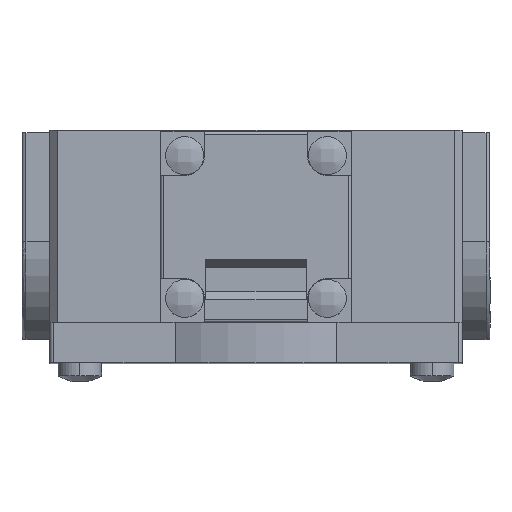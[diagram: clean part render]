
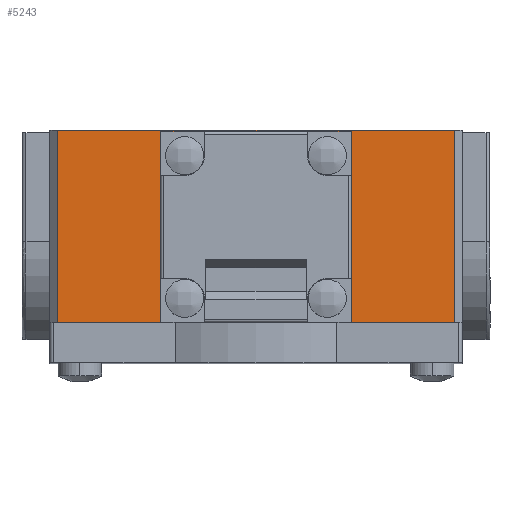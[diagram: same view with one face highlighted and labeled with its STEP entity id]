
A CAD part, top view. The second image highlights one B-rep face of the part: STEP entity #5243.
In plain terms, the highlighted planar face has unit normal (0, 0, 1).
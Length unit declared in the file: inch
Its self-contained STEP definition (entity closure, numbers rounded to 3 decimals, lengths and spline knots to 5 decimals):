
#13 = DIRECTION ( 'NONE',  ( 0., 1., 0. ) ) ;
#139 = CARTESIAN_POINT ( 'NONE',  ( -0.98425, -0.95472, 0.25591 ) ) ;
#387 = CARTESIAN_POINT ( 'NONE',  ( 0.98425, 0., 0.25591 ) ) ;
#430 = VECTOR ( 'NONE', #1857, 39.37008 ) ;
#597 = VECTOR ( 'NONE', #2634, 39.37008 ) ;
#651 = LINE ( 'NONE', #4908, #1127 ) ;
#658 = VERTEX_POINT ( 'NONE', #1940 ) ;
#675 = ORIENTED_EDGE ( 'NONE', *, *, #5128, .F. ) ;
#752 = ORIENTED_EDGE ( 'NONE', *, *, #3573, .F. ) ;
#856 = LINE ( 'NONE', #3839, #5767 ) ;
#1094 = EDGE_CURVE ( 'NONE', #4821, #1442, #2286, .T. ) ;
#1127 = VECTOR ( 'NONE', #1912, 39.37008 ) ;
#1206 = FACE_OUTER_BOUND ( 'NONE', #3018, .T. ) ;
#1284 = ORIENTED_EDGE ( 'NONE', *, *, #3213, .T. ) ;
#1403 = VECTOR ( 'NONE', #1950, 39.37008 ) ;
#1442 = VERTEX_POINT ( 'NONE', #3460 ) ;
#1491 = PLANE ( 'NONE',  #5273 ) ;
#1530 = CARTESIAN_POINT ( 'NONE',  ( 0.47244, -0.95472, 0.25591 ) ) ;
#1847 = VECTOR ( 'NONE', #13, 39.37008 ) ;
#1857 = DIRECTION ( 'NONE',  ( 0., -1., 0. ) ) ;
#1875 = CARTESIAN_POINT ( 'NONE',  ( -1.02362, -0.00984, 0.25591 ) ) ;
#1912 = DIRECTION ( 'NONE',  ( -1., 0., 0. ) ) ;
#1940 = CARTESIAN_POINT ( 'NONE',  ( 0.98425, 0., 0.25591 ) ) ;
#1950 = DIRECTION ( 'NONE',  ( 0., -1., 0. ) ) ;
#2105 = CARTESIAN_POINT ( 'NONE',  ( -0.47244, -0.00984, 0.25591 ) ) ;
#2147 = ORIENTED_EDGE ( 'NONE', *, *, #2817, .F. ) ;
#2286 = LINE ( 'NONE', #1875, #4406 ) ;
#2484 = VECTOR ( 'NONE', #4492, 39.37008 ) ;
#2634 = DIRECTION ( 'NONE',  ( 0., 1., 0. ) ) ;
#2817 = EDGE_CURVE ( 'NONE', #6014, #3892, #3120, .T. ) ;
#3018 = EDGE_LOOP ( 'NONE', ( #752, #5979, #6342, #1284, #5660, #4437, #2147, #675 ) ) ;
#3120 = LINE ( 'NONE', #5039, #2484 ) ;
#3153 = EDGE_CURVE ( 'NONE', #1442, #3892, #5463, .T. ) ;
#3213 = EDGE_CURVE ( 'NONE', #3902, #4821, #5374, .T. ) ;
#3460 = CARTESIAN_POINT ( 'NONE',  ( 0.47244, -0.00984, 0.25591 ) ) ;
#3538 = CARTESIAN_POINT ( 'NONE',  ( -0.47244, -0.95472, 0.25591 ) ) ;
#3573 = EDGE_CURVE ( 'NONE', #5983, #658, #856, .T. ) ;
#3592 = CARTESIAN_POINT ( 'NONE',  ( -0.98425, 0., 0.25591 ) ) ;
#3665 = DIRECTION ( 'NONE',  ( 1., 0., 0. ) ) ;
#3839 = CARTESIAN_POINT ( 'NONE',  ( 0., 0., 0.25591 ) ) ;
#3892 = VERTEX_POINT ( 'NONE', #1530 ) ;
#3902 = VERTEX_POINT ( 'NONE', #3538 ) ;
#3979 = CARTESIAN_POINT ( 'NONE',  ( -0.47244, 0., 0.25591 ) ) ;
#4263 = VERTEX_POINT ( 'NONE', #139 ) ;
#4330 = EDGE_CURVE ( 'NONE', #4263, #5983, #5754, .T. ) ;
#4406 = VECTOR ( 'NONE', #6364, 39.37008 ) ;
#4437 = ORIENTED_EDGE ( 'NONE', *, *, #3153, .T. ) ;
#4463 = CARTESIAN_POINT ( 'NONE',  ( -1.02362, 0., 0.25591 ) ) ;
#4492 = DIRECTION ( 'NONE',  ( -1., 0., 0. ) ) ;
#4605 = CARTESIAN_POINT ( 'NONE',  ( 0.98425, -0.95472, 0.25591 ) ) ;
#4821 = VERTEX_POINT ( 'NONE', #2105 ) ;
#4895 = DIRECTION ( 'NONE',  ( 1., 0., 0. ) ) ;
#4908 = CARTESIAN_POINT ( 'NONE',  ( 0.47244, -0.95472, 0.25591 ) ) ;
#5039 = CARTESIAN_POINT ( 'NONE',  ( 0.47244, -0.95472, 0.25591 ) ) ;
#5128 = EDGE_CURVE ( 'NONE', #658, #6014, #5742, .T. ) ;
#5161 = DIRECTION ( 'NONE',  ( 0., 0., 1. ) ) ;
#5243 = ADVANCED_FACE ( 'NONE', ( #1206 ), #1491, .T. ) ;
#5273 = AXIS2_PLACEMENT_3D ( 'NONE', #4463, #5161, #3665 ) ;
#5374 = LINE ( 'NONE', #3979, #1847 ) ;
#5460 = CARTESIAN_POINT ( 'NONE',  ( 0.47244, 0., 0.25591 ) ) ;
#5463 = LINE ( 'NONE', #5460, #1403 ) ;
#5660 = ORIENTED_EDGE ( 'NONE', *, *, #1094, .T. ) ;
#5742 = LINE ( 'NONE', #387, #430 ) ;
#5754 = LINE ( 'NONE', #3592, #597 ) ;
#5767 = VECTOR ( 'NONE', #4895, 39.37008 ) ;
#5979 = ORIENTED_EDGE ( 'NONE', *, *, #4330, .F. ) ;
#5983 = VERTEX_POINT ( 'NONE', #6124 ) ;
#6014 = VERTEX_POINT ( 'NONE', #4605 ) ;
#6124 = CARTESIAN_POINT ( 'NONE',  ( -0.98425, 0., 0.25591 ) ) ;
#6310 = EDGE_CURVE ( 'NONE', #3902, #4263, #651, .T. ) ;
#6342 = ORIENTED_EDGE ( 'NONE', *, *, #6310, .F. ) ;
#6364 = DIRECTION ( 'NONE',  ( 1., 0., 0. ) ) ;
